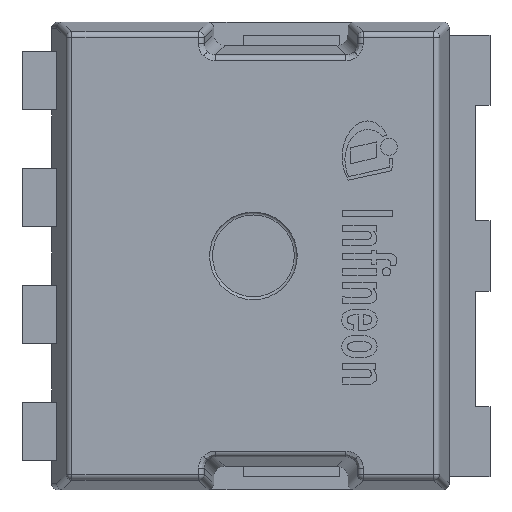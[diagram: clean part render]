
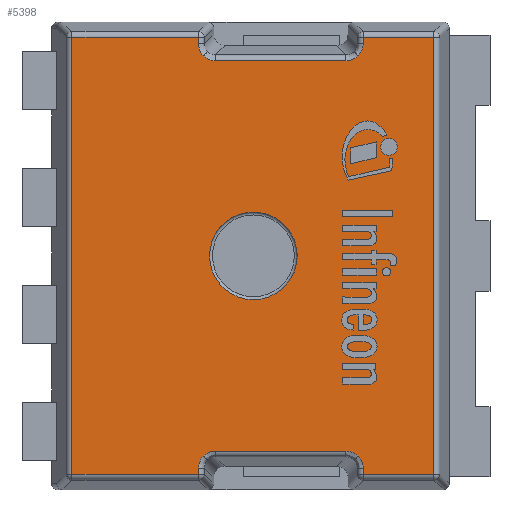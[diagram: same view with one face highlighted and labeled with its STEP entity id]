
A CAD part, top view. The second image highlights one B-rep face of the part: STEP entity #5398.
In plain terms, the highlighted planar face has unit normal (0, 0, 1).
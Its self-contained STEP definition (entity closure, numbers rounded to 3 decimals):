
#37=ELLIPSE('',#5721,0.28,0.261);
#39=ELLIPSE('',#5725,0.28,0.261);
#41=ELLIPSE('',#5729,0.28,0.261);
#43=ELLIPSE('',#5733,0.28,0.261);
#45=ELLIPSE('',#5744,0.28,0.261);
#46=ELLIPSE('',#5745,0.28,0.261);
#47=ELLIPSE('',#5746,0.28,0.261);
#48=ELLIPSE('',#5747,0.28,0.261);
#95=FACE_BOUND('',#765,.T.);
#112=CIRCLE('',#5741,0.75);
#439=FACE_OUTER_BOUND('',#764,.T.);
#764=EDGE_LOOP('',(#4104,#4105,#4106,#4107,#4108,#4109,#4110,#4111,#4112,
#4113,#4114,#4115,#4116,#4117,#4118,#4119,#4120,#4121,#4122,#4123));
#765=EDGE_LOOP('',(#4124));
#1237=LINE('',#8676,#1861);
#1238=LINE('',#8678,#1862);
#1239=LINE('',#8680,#1863);
#1240=LINE('',#8682,#1864);
#1241=LINE('',#8684,#1865);
#1242=LINE('',#8687,#1866);
#1243=LINE('',#8690,#1867);
#1244=LINE('',#8692,#1868);
#1245=LINE('',#8694,#1869);
#1246=LINE('',#8696,#1870);
#1247=LINE('',#8698,#1871);
#1248=LINE('',#8701,#1872);
#1861=VECTOR('',#6583,1000.);
#1862=VECTOR('',#6584,1000.);
#1863=VECTOR('',#6585,1000.);
#1864=VECTOR('',#6586,1000.);
#1865=VECTOR('',#6587,1000.);
#1866=VECTOR('',#6590,1000.);
#1867=VECTOR('',#6593,1000.);
#1868=VECTOR('',#6594,1000.);
#1869=VECTOR('',#6595,1000.);
#1870=VECTOR('',#6596,1000.);
#1871=VECTOR('',#6597,1000.);
#1872=VECTOR('',#6600,1000.);
#2430=VERTEX_POINT('',#8592);
#2431=VERTEX_POINT('',#8593);
#2434=VERTEX_POINT('',#8612);
#2435=VERTEX_POINT('',#8613);
#2438=VERTEX_POINT('',#8632);
#2439=VERTEX_POINT('',#8633);
#2442=VERTEX_POINT('',#8652);
#2443=VERTEX_POINT('',#8653);
#2448=VERTEX_POINT('',#8666);
#2451=VERTEX_POINT('',#8675);
#2452=VERTEX_POINT('',#8677);
#2453=VERTEX_POINT('',#8679);
#2454=VERTEX_POINT('',#8681);
#2455=VERTEX_POINT('',#8683);
#2456=VERTEX_POINT('',#8686);
#2457=VERTEX_POINT('',#8689);
#2458=VERTEX_POINT('',#8691);
#2459=VERTEX_POINT('',#8693);
#2460=VERTEX_POINT('',#8695);
#2461=VERTEX_POINT('',#8697);
#2462=VERTEX_POINT('',#8700);
#3025=EDGE_CURVE('',#2430,#2431,#37,.T.);
#3029=EDGE_CURVE('',#2434,#2435,#39,.T.);
#3033=EDGE_CURVE('',#2438,#2439,#41,.T.);
#3037=EDGE_CURVE('',#2442,#2443,#43,.T.);
#3043=EDGE_CURVE('',#2448,#2448,#112,.T.);
#3047=EDGE_CURVE('',#2435,#2451,#1237,.T.);
#3048=EDGE_CURVE('',#2451,#2452,#1238,.T.);
#3049=EDGE_CURVE('',#2452,#2453,#1239,.T.);
#3050=EDGE_CURVE('',#2453,#2454,#1240,.T.);
#3051=EDGE_CURVE('',#2454,#2455,#1241,.T.);
#3052=EDGE_CURVE('',#2455,#2442,#45,.T.);
#3053=EDGE_CURVE('',#2443,#2456,#1242,.T.);
#3054=EDGE_CURVE('',#2456,#2438,#46,.T.);
#3055=EDGE_CURVE('',#2439,#2457,#1243,.T.);
#3056=EDGE_CURVE('',#2457,#2458,#1244,.T.);
#3057=EDGE_CURVE('',#2458,#2459,#1245,.T.);
#3058=EDGE_CURVE('',#2459,#2460,#1246,.T.);
#3059=EDGE_CURVE('',#2460,#2461,#1247,.T.);
#3060=EDGE_CURVE('',#2461,#2430,#47,.T.);
#3061=EDGE_CURVE('',#2431,#2462,#1248,.T.);
#3062=EDGE_CURVE('',#2462,#2434,#48,.T.);
#4104=ORIENTED_EDGE('',*,*,#3047,.T.);
#4105=ORIENTED_EDGE('',*,*,#3048,.T.);
#4106=ORIENTED_EDGE('',*,*,#3049,.T.);
#4107=ORIENTED_EDGE('',*,*,#3050,.T.);
#4108=ORIENTED_EDGE('',*,*,#3051,.T.);
#4109=ORIENTED_EDGE('',*,*,#3052,.T.);
#4110=ORIENTED_EDGE('',*,*,#3037,.T.);
#4111=ORIENTED_EDGE('',*,*,#3053,.T.);
#4112=ORIENTED_EDGE('',*,*,#3054,.T.);
#4113=ORIENTED_EDGE('',*,*,#3033,.T.);
#4114=ORIENTED_EDGE('',*,*,#3055,.T.);
#4115=ORIENTED_EDGE('',*,*,#3056,.T.);
#4116=ORIENTED_EDGE('',*,*,#3057,.T.);
#4117=ORIENTED_EDGE('',*,*,#3058,.T.);
#4118=ORIENTED_EDGE('',*,*,#3059,.T.);
#4119=ORIENTED_EDGE('',*,*,#3060,.T.);
#4120=ORIENTED_EDGE('',*,*,#3025,.T.);
#4121=ORIENTED_EDGE('',*,*,#3061,.T.);
#4122=ORIENTED_EDGE('',*,*,#3062,.T.);
#4123=ORIENTED_EDGE('',*,*,#3029,.T.);
#4124=ORIENTED_EDGE('',*,*,#3043,.F.);
#5149=PLANE('',#5743);
#5398=ADVANCED_FACE('',(#439,#95),#5149,.T.);
#5721=AXIS2_PLACEMENT_3D('',#8594,#6534,#6535);
#5725=AXIS2_PLACEMENT_3D('',#8614,#6542,#6543);
#5729=AXIS2_PLACEMENT_3D('',#8634,#6550,#6551);
#5733=AXIS2_PLACEMENT_3D('',#8654,#6558,#6559);
#5741=AXIS2_PLACEMENT_3D('',#8667,#6574,#6575);
#5743=AXIS2_PLACEMENT_3D('',#8674,#6581,#6582);
#5744=AXIS2_PLACEMENT_3D('',#8685,#6588,#6589);
#5745=AXIS2_PLACEMENT_3D('',#8688,#6591,#6592);
#5746=AXIS2_PLACEMENT_3D('',#8699,#6598,#6599);
#5747=AXIS2_PLACEMENT_3D('',#8702,#6601,#6602);
#6534=DIRECTION('center_axis',(0.,0.,-1.));
#6535=DIRECTION('ref_axis',(0.969,0.247,0.));
#6542=DIRECTION('center_axis',(0.,0.,-1.));
#6543=DIRECTION('ref_axis',(0.247,-0.969,0.));
#6550=DIRECTION('center_axis',(0.,0.,
-1.));
#6551=DIRECTION('ref_axis',(0.247,-0.969,0.));
#6558=DIRECTION('center_axis',(0.,0.,-1.));
#6559=DIRECTION('ref_axis',(0.969,0.247,0.));
#6574=DIRECTION('center_axis',(0.,0.,1.));
#6575=DIRECTION('ref_axis',(0.,-1.,0.));
#6581=DIRECTION('center_axis',(0.,0.,1.));
#6582=DIRECTION('ref_axis',(0.,-1.,0.));
#6583=DIRECTION('',(0.,-1.,0.));
#6584=DIRECTION('',(1.,0.,0.));
#6585=DIRECTION('',(0.,1.,0.));
#6586=DIRECTION('',(-1.,0.,0.));
#6587=DIRECTION('',(0.,-1.,0.));
#6588=DIRECTION('center_axis',(0.,0.,-1.));
#6589=DIRECTION('ref_axis',(-0.247,-0.969,0.));
#6590=DIRECTION('',(-1.,0.,0.));
#6591=DIRECTION('center_axis',(0.,0.,
-1.));
#6592=DIRECTION('ref_axis',(0.969,-0.247,0.));
#6593=DIRECTION('',(0.,1.,0.));
#6594=DIRECTION('',(-1.,0.,0.));
#6595=DIRECTION('',(0.,-1.,0.));
#6596=DIRECTION('',(1.,0.,0.));
#6597=DIRECTION('',(0.,1.,0.));
#6598=DIRECTION('center_axis',(0.,0.,
-1.));
#6599=DIRECTION('ref_axis',(-0.247,-0.969,0.));
#6600=DIRECTION('',(1.,0.,0.));
#6601=DIRECTION('center_axis',(0.,0.,-1.));
#6602=DIRECTION('ref_axis',(0.969,-0.247,0.));
#8592=CARTESIAN_POINT('',(-0.899,-3.426,1.5));
#8593=CARTESIAN_POINT('',(-0.69,-3.34,1.5));
#8594=CARTESIAN_POINT('Origin',(-0.699,-3.602,1.5));
#8612=CARTESIAN_POINT('',(1.749,-3.426,1.5));
#8613=CARTESIAN_POINT('',(1.835,-3.635,1.5));
#8614=CARTESIAN_POINT('Origin',(1.573,-3.626,1.5));
#8632=CARTESIAN_POINT('',(-0.899,3.426,1.5));
#8633=CARTESIAN_POINT('',(-0.985,3.635,1.5));
#8634=CARTESIAN_POINT('Origin',(-0.723,3.626,1.5));
#8652=CARTESIAN_POINT('',(1.749,3.426,1.5));
#8653=CARTESIAN_POINT('',(1.54,3.34,1.5));
#8654=CARTESIAN_POINT('Origin',(1.549,3.602,1.5));
#8666=CARTESIAN_POINT('',(-0.045,-0.75,1.5));
#8667=CARTESIAN_POINT('Origin',(-0.045,0.,
1.5));
#8674=CARTESIAN_POINT('Origin',(-0.095,0.,
1.5));
#8675=CARTESIAN_POINT('',(1.835,-3.74,1.5));
#8676=CARTESIAN_POINT('',(1.835,0.,1.5));
#8677=CARTESIAN_POINT('',(3.045,-3.74,1.5));
#8678=CARTESIAN_POINT('',(3.129,-3.74,1.5));
#8679=CARTESIAN_POINT('',(3.045,3.74,1.5));
#8680=CARTESIAN_POINT('',(3.045,0.,1.5));
#8681=CARTESIAN_POINT('',(1.835,3.74,1.5));
#8682=CARTESIAN_POINT('',(1.751,3.74,1.5));
#8683=CARTESIAN_POINT('',(1.835,3.635,1.5));
#8684=CARTESIAN_POINT('',(1.835,0.,1.5));
#8685=CARTESIAN_POINT('Origin',(1.573,3.626,1.5));
#8686=CARTESIAN_POINT('',(-0.69,3.34,1.5));
#8687=CARTESIAN_POINT('',(-0.095,3.34,1.5));
#8688=CARTESIAN_POINT('Origin',(-0.699,3.602,1.5));
#8689=CARTESIAN_POINT('',(-0.985,3.74,1.5));
#8690=CARTESIAN_POINT('',(-0.985,0.,1.5));
#8691=CARTESIAN_POINT('',(-3.15,3.74,1.5));
#8692=CARTESIAN_POINT('',(-3.234,3.74,1.5));
#8693=CARTESIAN_POINT('',(-3.15,-3.74,1.5));
#8694=CARTESIAN_POINT('',(-3.15,0.,1.5));
#8695=CARTESIAN_POINT('',(-0.985,-3.74,1.5));
#8696=CARTESIAN_POINT('',(-0.901,-3.74,1.5));
#8697=CARTESIAN_POINT('',(-0.985,-3.635,1.5));
#8698=CARTESIAN_POINT('',(-0.985,0.,1.5));
#8699=CARTESIAN_POINT('Origin',(-0.723,-3.626,1.5));
#8700=CARTESIAN_POINT('',(1.54,-3.34,1.5));
#8701=CARTESIAN_POINT('',(-0.095,-3.34,1.5));
#8702=CARTESIAN_POINT('Origin',(1.549,-3.602,1.5));
